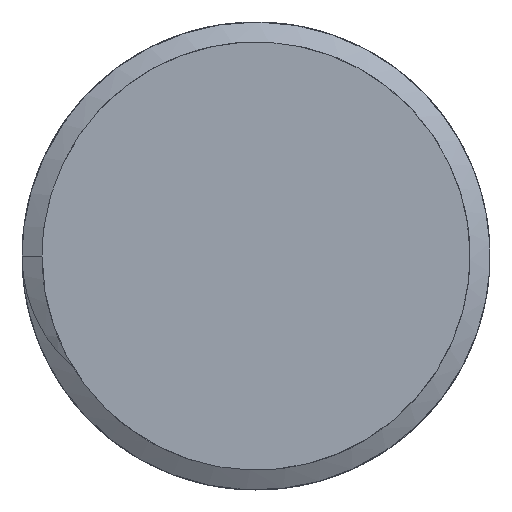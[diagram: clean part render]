
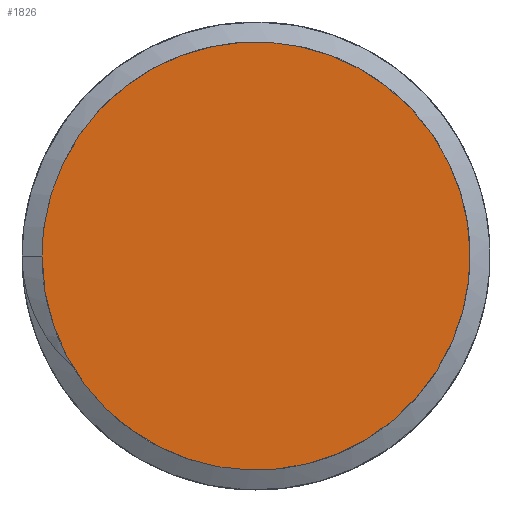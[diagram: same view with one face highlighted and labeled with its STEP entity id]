
A CAD part, left-side view. The second image highlights one B-rep face of the part: STEP entity #1826.
In plain terms, the highlighted free-form (B-spline) face has degree [1, 1] with [2, 2] control points.
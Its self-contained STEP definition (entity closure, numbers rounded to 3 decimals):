
#1805=CARTESIAN_POINT('',(0.,-25.05,25.05));
#1806=CARTESIAN_POINT('',(0.,-25.05,-25.05));
#1807=CARTESIAN_POINT('',(0.,25.05,25.05));
#1808=CARTESIAN_POINT('',(0.,25.05,-25.05));
#1809=B_SPLINE_SURFACE_WITH_KNOTS('',1,1,((#1805,#1806),(#1807,#1808)),.PLANE_SURF.,.F.,.F.,.U.,(2,2),(2,2),(-1.,2.),(-1.,2.),.UNSPECIFIED.);
#1810=CARTESIAN_POINT('',(0.,8.35,0.));
#1811=VERTEX_POINT('',#1810);
#1812=CARTESIAN_POINT('',(0.,8.35,0.));
#1813=CARTESIAN_POINT('',(0.,8.35,-8.35));
#1814=CARTESIAN_POINT('',(0.,0.,-8.35));
#1815=CARTESIAN_POINT('',(0.,-8.35,-8.35));
#1816=CARTESIAN_POINT('',(0.,-8.35,0.));
#1817=CARTESIAN_POINT('',(0.,-8.35,8.35));
#1818=CARTESIAN_POINT('',(0.,0.,8.35));
#1819=CARTESIAN_POINT('',(0.,8.35,8.35));
#1820=CARTESIAN_POINT('',(0.,8.35,0.));
#1821=(BOUNDED_CURVE()B_SPLINE_CURVE(2,(#1812,#1813,#1814,#1815,#1816,#1817,#1818,#1819,#1820),.CIRCULAR_ARC.,.T.,.U.)B_SPLINE_CURVE_WITH_KNOTS((3,2,2,2,3),(0.,0.25,0.5,0.75,1.),.UNSPECIFIED.)CURVE()GEOMETRIC_REPRESENTATION_ITEM()RATIONAL_B_SPLINE_CURVE((1.,0.707,1.,0.707,1.,0.707,1.,0.707,1.))REPRESENTATION_ITEM(''));
#1822=EDGE_CURVE('',#1811,#1811,#1821,.T.);
#1823=ORIENTED_EDGE('',*,*,#1822,.T.);
#1824=EDGE_LOOP('',(#1823));
#1825=FACE_OUTER_BOUND('',#1824,.T.);
#1826=ADVANCED_FACE('',(#1825),#1809,.T.);
